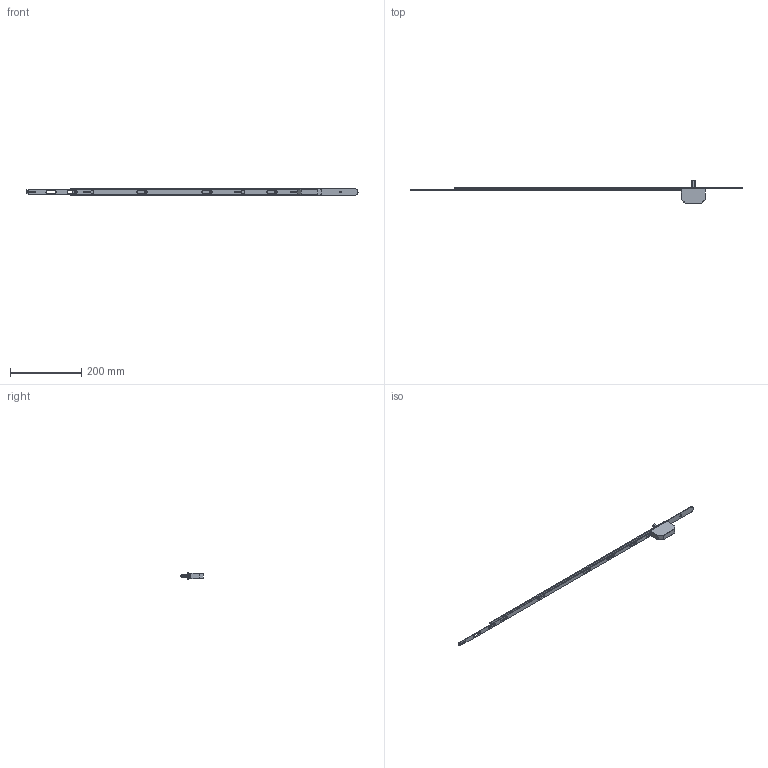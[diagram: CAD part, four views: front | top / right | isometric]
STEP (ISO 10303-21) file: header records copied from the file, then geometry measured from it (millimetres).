
FILE_DESCRIPTION (( 'STEP AP203' ), '1' );
FILE_NAME ('30340_XL800_18.STEP', '2024-08-30T13:44:09', ( '' ), ( '' ), 'SwSTEP 2.0', 'SolidWorks 2023', '' );
FILE_SCHEMA (( 'CONFIG_CONTROL_DESIGN' ));
Length unit declared in the file: millimetre
Products named in the file (7): D001480138-001; D001345176-001; D001345393-000_D001345393-001; D001345395-000_D001345395-001; D001435182-001; D001480044-001; 30340_XL800_18
Assembly tree (9 placements, depth 2):
  30340_XL800_18
    D001480044-001
    D001345393-000_D001345393-001  x2
    D001345395-000_D001345395-001  x2
    D001435182-001  x2
    D001480138-001
    D001345176-001
Bounding box: 929.8 x 63.8 x 18 mm (x, y, z)
Volume: 100290.6 mm3; surface area: 63263.3 mm2
Topology: 9 solids, 9 shells, 352 faces, 866 edges, 534 vertices
Faces by surface type: cylinder 150, plane 144, cone 38, bspline 12, sphere 8
Entity records: 9568 total; most frequent: CARTESIAN_POINT 1732, DIRECTION 1523, ORIENTED_EDGE 1438, EDGE_CURVE 719, AXIS2_PLACEMENT_3D 558, VERTEX_POINT 451, VECTOR 407, LINE 407
